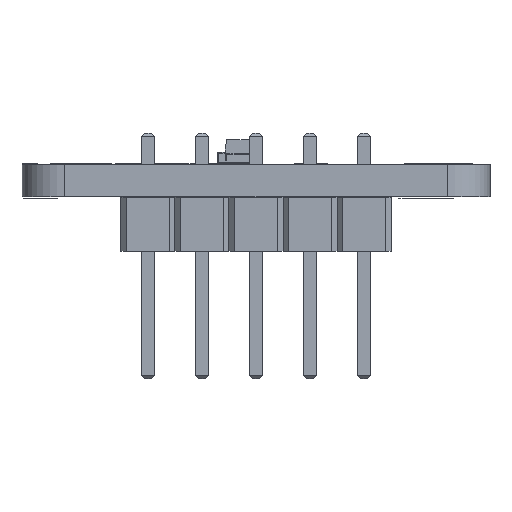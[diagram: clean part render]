
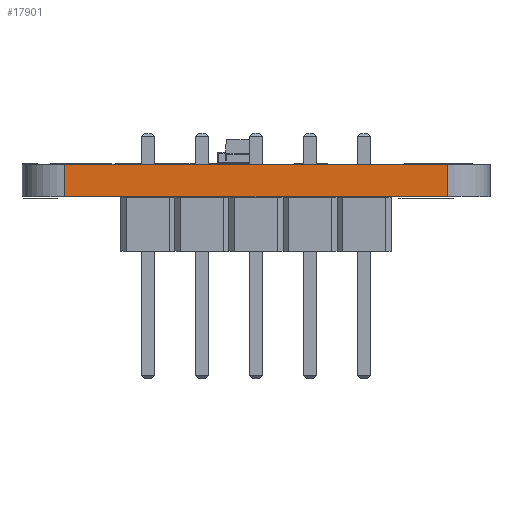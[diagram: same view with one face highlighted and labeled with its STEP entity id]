
A CAD part, front view. The second image highlights one B-rep face of the part: STEP entity #17901.
In plain terms, the highlighted planar face has unit normal (0, -1, 0).
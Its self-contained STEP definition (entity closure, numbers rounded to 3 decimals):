
#17230 = VERTEX_POINT('',#17231);
#17231 = CARTESIAN_POINT('',(-9.002,-11.,0.));
#17238 = EDGE_CURVE('',#17239,#17230,#17241,.T.);
#17239 = VERTEX_POINT('',#17240);
#17240 = CARTESIAN_POINT('',(8.998,-11.,0.));
#17241 = LINE('',#17242,#17243);
#17242 = CARTESIAN_POINT('',(8.998,-11.,0.));
#17243 = VECTOR('',#17244,1.);
#17244 = DIRECTION('',(-1.,0.,0.));
#17500 = VERTEX_POINT('',#17501);
#17501 = CARTESIAN_POINT('',(-9.002,-11.,1.51));
#17508 = EDGE_CURVE('',#17509,#17500,#17511,.T.);
#17509 = VERTEX_POINT('',#17510);
#17510 = CARTESIAN_POINT('',(8.998,-11.,1.51));
#17511 = LINE('',#17512,#17513);
#17512 = CARTESIAN_POINT('',(8.998,-11.,1.51));
#17513 = VECTOR('',#17514,1.);
#17514 = DIRECTION('',(-1.,0.,0.));
#17873 = EDGE_CURVE('',#17239,#17509,#17874,.T.);
#17874 = LINE('',#17875,#17876);
#17875 = CARTESIAN_POINT('',(8.998,-11.,0.));
#17876 = VECTOR('',#17877,1.);
#17877 = DIRECTION('',(0.,0.,1.));
#17901 = ADVANCED_FACE('',(#17902),#17913,.T.);
#17902 = FACE_BOUND('',#17903,.T.);
#17903 = EDGE_LOOP('',(#17904,#17905,#17906,#17912));
#17904 = ORIENTED_EDGE('',*,*,#17873,.T.);
#17905 = ORIENTED_EDGE('',*,*,#17508,.T.);
#17906 = ORIENTED_EDGE('',*,*,#17907,.F.);
#17907 = EDGE_CURVE('',#17230,#17500,#17908,.T.);
#17908 = LINE('',#17909,#17910);
#17909 = CARTESIAN_POINT('',(-9.002,-11.,0.));
#17910 = VECTOR('',#17911,1.);
#17911 = DIRECTION('',(0.,0.,1.));
#17912 = ORIENTED_EDGE('',*,*,#17238,.F.);
#17913 = PLANE('',#17914);
#17914 = AXIS2_PLACEMENT_3D('',#17915,#17916,#17917);
#17915 = CARTESIAN_POINT('',(8.998,-11.,0.));
#17916 = DIRECTION('',(0.,-1.,0.));
#17917 = DIRECTION('',(-1.,0.,0.));
